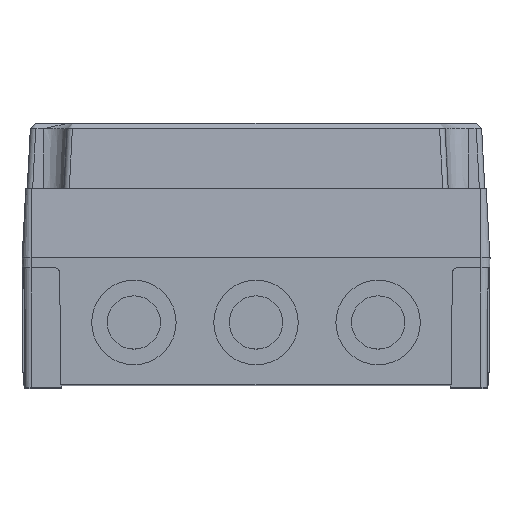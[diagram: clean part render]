
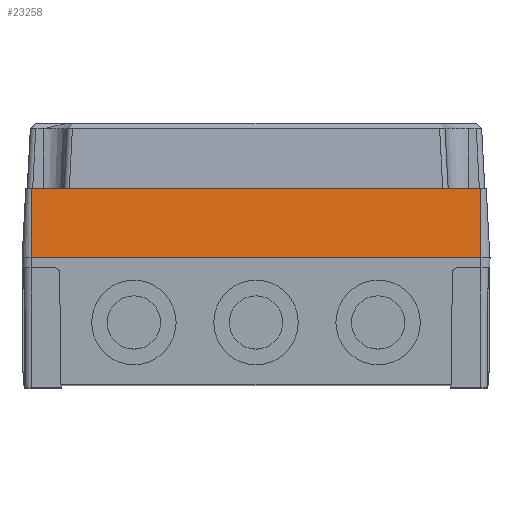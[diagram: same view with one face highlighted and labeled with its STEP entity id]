
A CAD part, top view. The second image highlights one B-rep face of the part: STEP entity #23258.
In plain terms, the highlighted planar face has unit normal (0, 0.052, 0.999).
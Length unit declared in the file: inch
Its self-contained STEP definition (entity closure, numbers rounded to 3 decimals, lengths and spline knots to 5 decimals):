
#1204 = VECTOR ( 'NONE', #2236, 39.37008 ) ;
#1300 = EDGE_CURVE ( 'NONE', #7272, #6020, #9147, .T. ) ;
#1808 = PLANE ( 'NONE',  #12605 ) ;
#2236 = DIRECTION ( 'NONE',  ( 1., 0., 0. ) ) ;
#2267 = CARTESIAN_POINT ( 'NONE',  ( -3.40551, 1.04724, 4.9648 ) ) ;
#2674 = CARTESIAN_POINT ( 'NONE',  ( -3.40551, 0., 5.01969 ) ) ;
#2693 = EDGE_CURVE ( 'NONE', #18139, #7272, #19791, .T. ) ;
#5895 = VERTEX_POINT ( 'NONE', #9137 ) ;
#6020 = VERTEX_POINT ( 'NONE', #19114 ) ;
#6634 = CARTESIAN_POINT ( 'NONE',  ( -3.40551, 0., 5.01969 ) ) ;
#6752 = DIRECTION ( 'NONE',  ( 0., -0.999, 0.052 ) ) ;
#6870 = VECTOR ( 'NONE', #12936, 39.37008 ) ;
#7272 = VERTEX_POINT ( 'NONE', #2674 ) ;
#8540 = ORIENTED_EDGE ( 'NONE', *, *, #2693, .T. ) ;
#9045 = CARTESIAN_POINT ( 'NONE',  ( 3.40551, 0., 5.01969 ) ) ;
#9137 = CARTESIAN_POINT ( 'NONE',  ( 3.40551, 1.04724, 4.9648 ) ) ;
#9147 = LINE ( 'NONE', #21813, #6870 ) ;
#9857 = ORIENTED_EDGE ( 'NONE', *, *, #23790, .F. ) ;
#10002 = LINE ( 'NONE', #23151, #1204 ) ;
#10174 = EDGE_CURVE ( 'NONE', #18139, #5895, #10002, .T. ) ;
#11115 = DIRECTION ( 'NONE',  ( 0., -0.999, 0.052 ) ) ;
#11179 = CARTESIAN_POINT ( 'NONE',  ( -3.40551, 0., 5.01969 ) ) ;
#12605 = AXIS2_PLACEMENT_3D ( 'NONE', #11179, #18617, #16676 ) ;
#12936 = DIRECTION ( 'NONE',  ( 1., 0., 0. ) ) ;
#13004 = VECTOR ( 'NONE', #11115, 39.37008 ) ;
#13328 = ORIENTED_EDGE ( 'NONE', *, *, #1300, .T. ) ;
#14647 = VECTOR ( 'NONE', #6752, 39.37008 ) ;
#14785 = LINE ( 'NONE', #9045, #13004 ) ;
#16676 = DIRECTION ( 'NONE',  ( 1., 0., 0. ) ) ;
#18139 = VERTEX_POINT ( 'NONE', #2267 ) ;
#18578 = EDGE_LOOP ( 'NONE', ( #13328, #9857, #19484, #8540 ) ) ;
#18617 = DIRECTION ( 'NONE',  ( 0., 0.052, 0.999 ) ) ;
#19114 = CARTESIAN_POINT ( 'NONE',  ( 3.40551, 0., 5.01969 ) ) ;
#19484 = ORIENTED_EDGE ( 'NONE', *, *, #10174, .F. ) ;
#19791 = LINE ( 'NONE', #6634, #14647 ) ;
#21813 = CARTESIAN_POINT ( 'NONE',  ( -3.40551, 0., 5.01969 ) ) ;
#22009 = FACE_OUTER_BOUND ( 'NONE', #18578, .T. ) ;
#23151 = CARTESIAN_POINT ( 'NONE',  ( -3.40551, 1.04724, 4.9648 ) ) ;
#23258 = ADVANCED_FACE ( 'NONE', ( #22009 ), #1808, .T. ) ;
#23790 = EDGE_CURVE ( 'NONE', #5895, #6020, #14785, .T. ) ;
